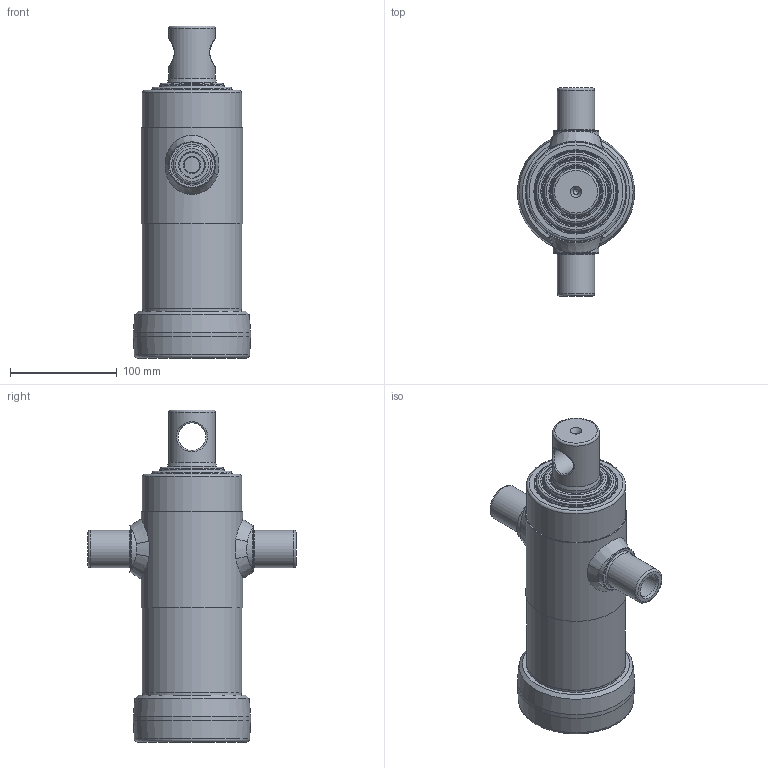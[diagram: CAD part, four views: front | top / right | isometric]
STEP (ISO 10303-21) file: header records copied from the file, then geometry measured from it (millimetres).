
FILE_DESCRIPTION( ( 'Unknown' ), '1' );
FILE_NAME( '2031F.stp', 'Unknown', ( 'Unknown' ), ( 'Unknown' ), 'PSStep 16.0.42', 'Unknown', ' ' );
FILE_SCHEMA( ( 'AUTOMOTIVE_DESIGN { 1 0 10303 214 1 1 1 1 }' ) );
Length unit declared in the file: millimetre
Products named in the file (20): 4105; Saldatura d'angolo 2-oa0; Saldatura d'angolo 3-oa1; 701; 702; Assem1; 4103; 4101; 3081; 2272-TGH061; 4104; 2271-TGH046; 3965-PAR076; 2274-TGH076; 3963-PAR061; OR-237-10187; 3961-PAR046
Assembly tree (19 placements, depth 3):
  Assem1
    4103
    4101
    3081
    2272-TGH061
    4104
    2271-TGH046
    3965-PAR076
    2274-TGH076
    3963-PAR061
    OR-237-10187
    3961-PAR046
    4105
      Saldatura d'angolo 2-oa0
      Saldatura d'angolo 2-oa0
      Saldatura d'angolo 3-oa1
      Saldatura d'angolo 3-oa1
      4105
      701
      702
Bounding box: 110 x 195 x 311.25 mm (x, y, z)
Volume: 1735091.9 mm3; surface area: 493587.8 mm2
Topology: 18 solids, 18 shells, 374 faces, 801 edges, 479 vertices
Faces by surface type: cylinder 94, plane 86, torus 72, cone 72, bspline 50
Full cylindrical faces by diameter (mm): 5 x2, 15 x1, 16.376 x1, 23 x1, 26 x1, 35 x2, 43 x2, 44 x1, 45 x1, 46 x3, 46.052 x1, 46.355 x1, 47 x2, 49 x1, 50.8 x1, 51 x2, 52 x1, 52.2 x1, 54 x2, 60 x1, 61 x3, 61.052 x1, 61.355 x1, 62 x2, 64 x1, 66 x2, 67 x1, 67.2 x1, 69 x2, 75 x1
Entity records: 21026 total; most frequent: CARTESIAN_POINT 10751, DIRECTION 1483, ORIENTED_EDGE 1118, AXIS2_PLACEMENT_3D 702, EDGE_LOOP 625, EDGE_CURVE 559, FACE_OUTER_BOUND 502, VERTEX_POINT 447
